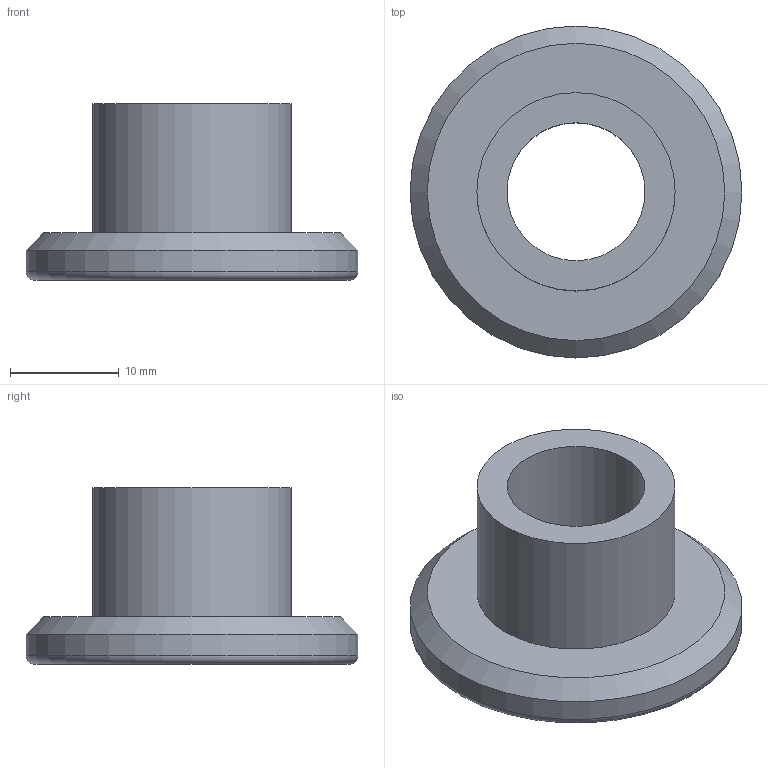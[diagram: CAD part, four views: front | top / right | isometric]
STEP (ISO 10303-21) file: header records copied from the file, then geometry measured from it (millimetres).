
FILE_DESCRIPTION(/* description */ (''),/* implementation_level */ '2;1');
FILE_NAME(/* name */ 'WP 3385088 Upper Rack Wheel (8258787 or 8258787G).step',/* time_stamp */ '2025-04-27T12:03:35-05:00',/* author */ (''),/* organization */ (''),/* preprocessor_version */ 'ST-DEVELOPER v20.1',/* originating_system */ 'Autodesk Translation Framework v14.4.0.0',/* authorisation */ '');
FILE_SCHEMA (('AUTOMOTIVE_DESIGN { 1 0 10303 214 3 1 1 }'));
Length unit declared in the file: inch
Products named in the file (1): WP 3385088 Upper Rack Wheel (8258787/8258787G)
Bounding box: 30.56 x 30.56 x 16.27 mm (x, y, z)
Volume: 3424.5 mm3; surface area: 2834.3 mm2
Topology: 1 solids, 1 shells, 12 faces, 20 edges, 12 vertices
Faces by surface type: plane 4, cylinder 4, cone 2, torus 2
Full cylindrical faces by diameter (mm): 12.7 x1, 14.922 x1, 18.256 x1, 30.559 x1
Entity records: 325 total; most frequent: DIRECTION 60, CARTESIAN_POINT 45, ORIENTED_EDGE 40, AXIS2_PLACEMENT_3D 27, EDGE_CURVE 20, EDGE_LOOP 16, CIRCLE 14, FACE_OUTER_BOUND 12
